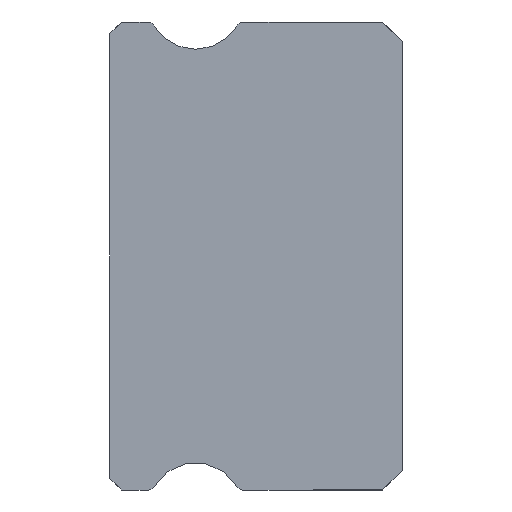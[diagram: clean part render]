
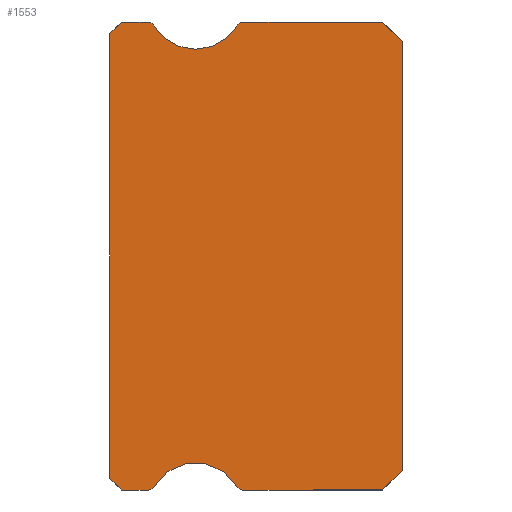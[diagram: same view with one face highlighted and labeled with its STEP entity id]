
A CAD part, left-side view. The second image highlights one B-rep face of the part: STEP entity #1553.
In plain terms, the highlighted planar face has unit normal (-1, 0, 0).
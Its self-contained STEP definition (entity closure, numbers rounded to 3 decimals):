
#107 = CIRCLE ( 'NONE', #8827, 1.25 ) ;
#200 = VERTEX_POINT ( 'NONE', #4116 ) ;
#209 = AXIS2_PLACEMENT_3D ( 'NONE', #8808, #7239, #2268 ) ;
#211 = CARTESIAN_POINT ( 'NONE',  ( -15., 5.3, -6.55 ) ) ;
#231 = CIRCLE ( 'NONE', #3914, 0.15 ) ;
#263 = DIRECTION ( 'NONE',  ( -1., 0., 0. ) ) ;
#470 = VECTOR ( 'NONE', #6442, 1000. ) ;
#496 = VERTEX_POINT ( 'NONE', #7101 ) ;
#647 = CARTESIAN_POINT ( 'NONE',  ( -15., 7.5, 5.7 ) ) ;
#685 = EDGE_CURVE ( 'NONE', #8988, #5458, #4249, .T. ) ;
#692 = DIRECTION ( 'NONE',  ( 0., 1., 0. ) ) ;
#709 = ORIENTED_EDGE ( 'NONE', *, *, #7971, .F. ) ;
#811 = CARTESIAN_POINT ( 'NONE',  ( -15., 6.383, 5.925 ) ) ;
#898 = DIRECTION ( 'NONE',  ( 0., 0., 1. ) ) ;
#962 = CARTESIAN_POINT ( 'NONE',  ( -15., 4.088, -6. ) ) ;
#1060 = VECTOR ( 'NONE', #898, 1000. ) ;
#1399 = DIRECTION ( 'NONE',  ( 0., -0.707, -0.707 ) ) ;
#1503 = LINE ( 'NONE', #6548, #5633 ) ;
#1553 = ADVANCED_FACE ( 'NONE', ( #4647 ), #2590, .F. ) ;
#1673 = DIRECTION ( 'NONE',  ( 0., -0.707, -0.707 ) ) ;
#1695 = EDGE_CURVE ( 'NONE', #7450, #9742, #2702, .T. ) ;
#1740 = LINE ( 'NONE', #5062, #2103 ) ;
#1822 = CARTESIAN_POINT ( 'NONE',  ( -15., 0., -5.5 ) ) ;
#1869 = CARTESIAN_POINT ( 'NONE',  ( -15., 7.2, 6. ) ) ;
#1944 = CIRCLE ( 'NONE', #4383, 0.15 ) ;
#2013 = CARTESIAN_POINT ( 'NONE',  ( -15., 7.2, 6. ) ) ;
#2040 = VERTEX_POINT ( 'NONE', #8446 ) ;
#2046 = VERTEX_POINT ( 'NONE', #2784 ) ;
#2103 = VECTOR ( 'NONE', #3836, 1000. ) ;
#2130 = CARTESIAN_POINT ( 'NONE',  ( -15., 0.5, 6. ) ) ;
#2171 = ORIENTED_EDGE ( 'NONE', *, *, #3700, .F. ) ;
#2268 = DIRECTION ( 'NONE',  ( 0., 0., -1. ) ) ;
#2345 = CARTESIAN_POINT ( 'NONE',  ( -15., 0., -5.5 ) ) ;
#2425 = ORIENTED_EDGE ( 'NONE', *, *, #3527, .F. ) ;
#2590 = PLANE ( 'NONE',  #5065 ) ;
#2702 = LINE ( 'NONE', #1869, #7676 ) ;
#2784 = CARTESIAN_POINT ( 'NONE',  ( -15., 7.5, -5.7 ) ) ;
#2868 = ORIENTED_EDGE ( 'NONE', *, *, #4772, .F. ) ;
#2887 = VERTEX_POINT ( 'NONE', #7178 ) ;
#2974 = CARTESIAN_POINT ( 'NONE',  ( -15., 6.383, -5.925 ) ) ;
#3032 = LINE ( 'NONE', #3190, #4307 ) ;
#3054 = LINE ( 'NONE', #2345, #9257 ) ;
#3190 = CARTESIAN_POINT ( 'NONE',  ( -15., 0., 5.5 ) ) ;
#3215 = DIRECTION ( 'NONE',  ( 0., 0., -1. ) ) ;
#3431 = CARTESIAN_POINT ( 'NONE',  ( -15., 6.512, -6. ) ) ;
#3527 = EDGE_CURVE ( 'NONE', #7450, #6046, #1944, .T. ) ;
#3700 = EDGE_CURVE ( 'NONE', #6808, #8988, #3054, .T. ) ;
#3795 = ORIENTED_EDGE ( 'NONE', *, *, #5815, .F. ) ;
#3836 = DIRECTION ( 'NONE',  ( 0., -1., 0. ) ) ;
#3866 = VECTOR ( 'NONE', #692, 1000. ) ;
#3914 = AXIS2_PLACEMENT_3D ( 'NONE', #10700, #5682, #5002 ) ;
#3937 = CARTESIAN_POINT ( 'NONE',  ( -15., 0.5, -6. ) ) ;
#4102 = VERTEX_POINT ( 'NONE', #10473 ) ;
#4116 = CARTESIAN_POINT ( 'NONE',  ( -15., 0., 5.5 ) ) ;
#4126 = CARTESIAN_POINT ( 'NONE',  ( -15., 4.088, 5.85 ) ) ;
#4249 = LINE ( 'NONE', #3431, #3866 ) ;
#4307 = VECTOR ( 'NONE', #10405, 1000. ) ;
#4348 = VECTOR ( 'NONE', #1673, 1000. ) ;
#4383 = AXIS2_PLACEMENT_3D ( 'NONE', #7886, #8707, #8603 ) ;
#4524 = DIRECTION ( 'NONE',  ( 0., 1., 0. ) ) ;
#4647 = FACE_OUTER_BOUND ( 'NONE', #8089, .T. ) ;
#4772 = EDGE_CURVE ( 'NONE', #496, #8098, #7157, .T. ) ;
#4776 = DIRECTION ( 'NONE',  ( 0., 0., -1. ) ) ;
#4785 = DIRECTION ( 'NONE',  ( -1., 0., 0. ) ) ;
#4867 = VERTEX_POINT ( 'NONE', #10391 ) ;
#5002 = DIRECTION ( 'NONE',  ( 0., 0., -1. ) ) ;
#5038 = EDGE_CURVE ( 'NONE', #2046, #4102, #6649, .T. ) ;
#5062 = CARTESIAN_POINT ( 'NONE',  ( -15., 6.512, 6. ) ) ;
#5065 = AXIS2_PLACEMENT_3D ( 'NONE', #9064, #9127, #8410 ) ;
#5070 = VERTEX_POINT ( 'NONE', #9997 ) ;
#5183 = VERTEX_POINT ( 'NONE', #647 ) ;
#5304 = DIRECTION ( 'NONE',  ( 0., 0., -1. ) ) ;
#5364 = CIRCLE ( 'NONE', #8667, 0.15 ) ;
#5458 = VERTEX_POINT ( 'NONE', #962 ) ;
#5610 = CARTESIAN_POINT ( 'NONE',  ( -15., 6.512, -6. ) ) ;
#5633 = VECTOR ( 'NONE', #8050, 1000. ) ;
#5682 = DIRECTION ( 'NONE',  ( 1., 0., 0. ) ) ;
#5815 = EDGE_CURVE ( 'NONE', #2046, #5183, #10100, .T. ) ;
#5876 = DIRECTION ( 'NONE',  ( 1., 0., 0. ) ) ;
#5941 = ORIENTED_EDGE ( 'NONE', *, *, #10531, .F. ) ;
#6046 = VERTEX_POINT ( 'NONE', #811 ) ;
#6102 = EDGE_CURVE ( 'NONE', #2040, #4867, #1740, .T. ) ;
#6183 = ORIENTED_EDGE ( 'NONE', *, *, #6102, .F. ) ;
#6254 = ORIENTED_EDGE ( 'NONE', *, *, #10567, .F. ) ;
#6263 = ORIENTED_EDGE ( 'NONE', *, *, #10019, .F. ) ;
#6352 = ORIENTED_EDGE ( 'NONE', *, *, #7822, .T. ) ;
#6383 = CARTESIAN_POINT ( 'NONE',  ( -15., 5.3, 6.55 ) ) ;
#6442 = DIRECTION ( 'NONE',  ( 0., -1., 0. ) ) ;
#6453 = ORIENTED_EDGE ( 'NONE', *, *, #8781, .T. ) ;
#6548 = CARTESIAN_POINT ( 'NONE',  ( -15., 7.5, 5.7 ) ) ;
#6649 = LINE ( 'NONE', #8689, #4348 ) ;
#6808 = VERTEX_POINT ( 'NONE', #1822 ) ;
#6839 = CIRCLE ( 'NONE', #10472, 1.25 ) ;
#6862 = CIRCLE ( 'NONE', #209, 0.15 ) ;
#7041 = VECTOR ( 'NONE', #1399, 1000. ) ;
#7101 = CARTESIAN_POINT ( 'NONE',  ( -15., 4.217, -5.925 ) ) ;
#7118 = ORIENTED_EDGE ( 'NONE', *, *, #9770, .T. ) ;
#7157 = CIRCLE ( 'NONE', #9058, 1.25 ) ;
#7178 = CARTESIAN_POINT ( 'NONE',  ( -15., 6.512, -6. ) ) ;
#7239 = DIRECTION ( 'NONE',  ( 1., 0., 0. ) ) ;
#7253 = ORIENTED_EDGE ( 'NONE', *, *, #8117, .F. ) ;
#7450 = VERTEX_POINT ( 'NONE', #8144 ) ;
#7676 = VECTOR ( 'NONE', #4524, 1000. ) ;
#7822 = EDGE_CURVE ( 'NONE', #4102, #2887, #9641, .T. ) ;
#7886 = CARTESIAN_POINT ( 'NONE',  ( -15., 6.512, 5.85 ) ) ;
#7919 = ORIENTED_EDGE ( 'NONE', *, *, #685, .F. ) ;
#7971 = EDGE_CURVE ( 'NONE', #5070, #2040, #5364, .T. ) ;
#8050 = DIRECTION ( 'NONE',  ( 0., 0.707, -0.707 ) ) ;
#8089 = EDGE_LOOP ( 'NONE', ( #7118, #3795, #8945, #6352, #6263, #2868, #6254, #7919, #2171, #6453, #5941, #6183, #709, #7253, #8813, #2425, #10228 ) ) ;
#8098 = VERTEX_POINT ( 'NONE', #2974 ) ;
#8117 = EDGE_CURVE ( 'NONE', #9781, #5070, #107, .T. ) ;
#8144 = CARTESIAN_POINT ( 'NONE',  ( -15., 6.512, 6. ) ) ;
#8210 = DIRECTION ( 'NONE',  ( 0., 0., -1. ) ) ;
#8410 = DIRECTION ( 'NONE',  ( 0., 0., -1. ) ) ;
#8446 = CARTESIAN_POINT ( 'NONE',  ( -15., 4.088, 6. ) ) ;
#8603 = DIRECTION ( 'NONE',  ( 0., 0., -1. ) ) ;
#8667 = AXIS2_PLACEMENT_3D ( 'NONE', #4126, #5876, #8210 ) ;
#8689 = CARTESIAN_POINT ( 'NONE',  ( -15., 7.2, -6. ) ) ;
#8707 = DIRECTION ( 'NONE',  ( 1., 0., 0. ) ) ;
#8781 = EDGE_CURVE ( 'NONE', #6808, #200, #3032, .T. ) ;
#8808 = CARTESIAN_POINT ( 'NONE',  ( -15., 6.512, -5.85 ) ) ;
#8813 = ORIENTED_EDGE ( 'NONE', *, *, #9755, .F. ) ;
#8827 = AXIS2_PLACEMENT_3D ( 'NONE', #6383, #9728, #4776 ) ;
#8874 = LINE ( 'NONE', #2130, #7041 ) ;
#8945 = ORIENTED_EDGE ( 'NONE', *, *, #5038, .T. ) ;
#8988 = VERTEX_POINT ( 'NONE', #3937 ) ;
#9058 = AXIS2_PLACEMENT_3D ( 'NONE', #211, #263, #5304 ) ;
#9064 = CARTESIAN_POINT ( 'NONE',  ( -15., 6.512, 5.85 ) ) ;
#9127 = DIRECTION ( 'NONE',  ( 1., 0., 0. ) ) ;
#9240 = CARTESIAN_POINT ( 'NONE',  ( -15., 7.5, 5.85 ) ) ;
#9257 = VECTOR ( 'NONE', #9638, 1000. ) ;
#9638 = DIRECTION ( 'NONE',  ( 0., 0.707, -0.707 ) ) ;
#9641 = LINE ( 'NONE', #5610, #470 ) ;
#9728 = DIRECTION ( 'NONE',  ( -1., 0., 0. ) ) ;
#9742 = VERTEX_POINT ( 'NONE', #2013 ) ;
#9755 = EDGE_CURVE ( 'NONE', #6046, #9781, #6839, .T. ) ;
#9770 = EDGE_CURVE ( 'NONE', #9742, #5183, #1503, .T. ) ;
#9781 = VERTEX_POINT ( 'NONE', #9840 ) ;
#9789 = CARTESIAN_POINT ( 'NONE',  ( -15., 5.3, 6.55 ) ) ;
#9840 = CARTESIAN_POINT ( 'NONE',  ( -15., 5.3, 5.3 ) ) ;
#9997 = CARTESIAN_POINT ( 'NONE',  ( -15., 4.217, 5.925 ) ) ;
#10019 = EDGE_CURVE ( 'NONE', #8098, #2887, #6862, .T. ) ;
#10100 = LINE ( 'NONE', #9240, #1060 ) ;
#10228 = ORIENTED_EDGE ( 'NONE', *, *, #1695, .T. ) ;
#10391 = CARTESIAN_POINT ( 'NONE',  ( -15., 0.5, 6. ) ) ;
#10405 = DIRECTION ( 'NONE',  ( 0., 0., 1. ) ) ;
#10472 = AXIS2_PLACEMENT_3D ( 'NONE', #9789, #4785, #3215 ) ;
#10473 = CARTESIAN_POINT ( 'NONE',  ( -15., 7.2, -6. ) ) ;
#10531 = EDGE_CURVE ( 'NONE', #4867, #200, #8874, .T. ) ;
#10567 = EDGE_CURVE ( 'NONE', #5458, #496, #231, .T. ) ;
#10700 = CARTESIAN_POINT ( 'NONE',  ( -15., 4.088, -5.85 ) ) ;
